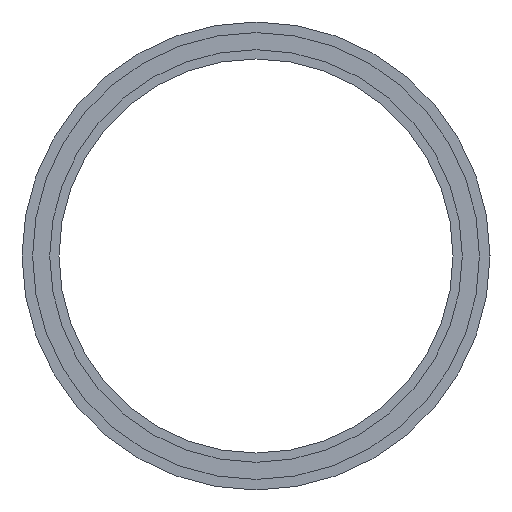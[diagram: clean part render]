
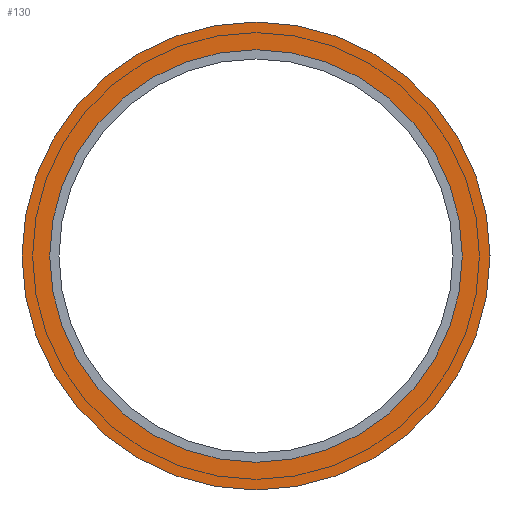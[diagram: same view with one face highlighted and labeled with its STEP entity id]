
A CAD part, left-side view. The second image highlights one B-rep face of the part: STEP entity #130.
In plain terms, the highlighted planar face has unit normal (-1, 0, 0).
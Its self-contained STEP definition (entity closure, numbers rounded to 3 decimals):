
#130 = ADVANCED_FACE( '', ( #297, #298 ), #299, .T. );
#297 = FACE_BOUND( '', #465, .T. );
#298 = FACE_OUTER_BOUND( '', #466, .T. );
#299 = PLANE( '', #467 );
#465 = EDGE_LOOP( '', ( #743 ) );
#466 = EDGE_LOOP( '', ( #744 ) );
#467 = AXIS2_PLACEMENT_3D( '', #745, #746, #747 );
#743 = ORIENTED_EDGE( '', *, *, #749, .T. );
#744 = ORIENTED_EDGE( '', *, *, #803, .F. );
#745 = CARTESIAN_POINT( '', ( 1.5, 9.5, 0. ) );
#746 = DIRECTION( '', ( -1., 0., 0. ) );
#747 = DIRECTION( '', ( 0., 0., 1. ) );
#749 = EDGE_CURVE( '', #806, #806, #807, .T. );
#803 = EDGE_CURVE( '', #914, #914, #915, .T. );
#806 = VERTEX_POINT( '', #918 );
#807 = CIRCLE( '', #919, 8.375 );
#914 = VERTEX_POINT( '', #1026 );
#915 = CIRCLE( '', #1027, 9.5 );
#918 = CARTESIAN_POINT( '', ( 1.5, 0., -8.375 ) );
#919 = AXIS2_PLACEMENT_3D( '', #1031, #1032, #1033 );
#1026 = CARTESIAN_POINT( '', ( 1.5, 0., -9.5 ) );
#1027 = AXIS2_PLACEMENT_3D( '', #1193, #1194, #1195 );
#1031 = CARTESIAN_POINT( '', ( 1.5, 0., 0. ) );
#1032 = DIRECTION( '', ( 1., 0., 0. ) );
#1033 = DIRECTION( '', ( 0., 0., -1. ) );
#1193 = CARTESIAN_POINT( '', ( 1.5, 0., 0. ) );
#1194 = DIRECTION( '', ( 1., 0., 0. ) );
#1195 = DIRECTION( '', ( 0., 0., -1. ) );
